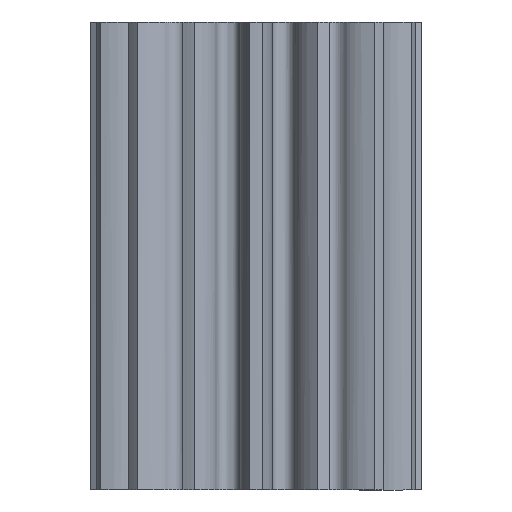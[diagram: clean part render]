
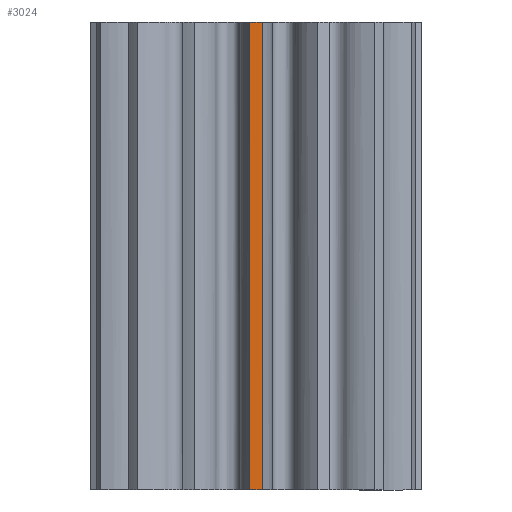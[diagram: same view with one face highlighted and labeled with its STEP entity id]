
A CAD part, front view. The second image highlights one B-rep face of the part: STEP entity #3024.
In plain terms, the highlighted cylindrical face has radius 6.747 mm (diameter 13.494 mm), a partial arc.
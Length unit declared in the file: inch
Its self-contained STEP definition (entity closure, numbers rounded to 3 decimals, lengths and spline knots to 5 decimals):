
#133 = DIRECTION ( 'NONE',  ( 0., 1., 0. ) ) ;
#379 = CARTESIAN_POINT ( 'NONE',  ( 0.01025, -0.26543, -0.375 ) ) ;
#396 = AXIS2_PLACEMENT_3D ( 'NONE', #5980, #2882, #5363 ) ;
#477 = ORIENTED_EDGE ( 'NONE', *, *, #2437, .T. ) ;
#1065 = CIRCLE ( 'NONE', #7065, 0.26563 ) ;
#1183 = ORIENTED_EDGE ( 'NONE', *, *, #5118, .T. ) ;
#1213 = VERTEX_POINT ( 'NONE', #3762 ) ;
#1520 = VERTEX_POINT ( 'NONE', #3694 ) ;
#1641 = DIRECTION ( 'NONE',  ( 0., 0., -1. ) ) ;
#1709 = AXIS2_PLACEMENT_3D ( 'NONE', #4439, #5126, #133 ) ;
#2354 = FACE_OUTER_BOUND ( 'NONE', #3351, .T. ) ;
#2437 = EDGE_CURVE ( 'NONE', #1213, #4628, #2497, .T. ) ;
#2497 = CIRCLE ( 'NONE', #1709, 0.26563 ) ;
#2539 = DIRECTION ( 'NONE',  ( 0., 1., 0. ) ) ;
#2882 = DIRECTION ( 'NONE',  ( 0., 0., 1. ) ) ;
#2884 = VECTOR ( 'NONE', #6504, 39.37008 ) ;
#3024 = ADVANCED_FACE ( 'NONE', ( #2354 ), #3492, .T. ) ;
#3144 = CARTESIAN_POINT ( 'NONE',  ( 0., 0., -0.375 ) ) ;
#3261 = DIRECTION ( 'NONE',  ( 0., 0., 1. ) ) ;
#3351 = EDGE_LOOP ( 'NONE', ( #7225, #477, #3669, #1183 ) ) ;
#3492 = CYLINDRICAL_SURFACE ( 'NONE', #396, 0.26563 ) ;
#3535 = VERTEX_POINT ( 'NONE', #379 ) ;
#3638 = CARTESIAN_POINT ( 'NONE',  ( 0.01025, -0.26543, 0. ) ) ;
#3669 = ORIENTED_EDGE ( 'NONE', *, *, #4486, .F. ) ;
#3694 = CARTESIAN_POINT ( 'NONE',  ( -0.01025, -0.26543, -0.375 ) ) ;
#3762 = CARTESIAN_POINT ( 'NONE',  ( 0.01025, -0.26543, 0.375 ) ) ;
#4073 = VECTOR ( 'NONE', #1641, 39.37008 ) ;
#4172 = LINE ( 'NONE', #6661, #2884 ) ;
#4439 = CARTESIAN_POINT ( 'NONE',  ( 0., 0., 0.375 ) ) ;
#4486 = EDGE_CURVE ( 'NONE', #1520, #4628, #4172, .T. ) ;
#4628 = VERTEX_POINT ( 'NONE', #5752 ) ;
#5118 = EDGE_CURVE ( 'NONE', #1520, #3535, #1065, .T. ) ;
#5126 = DIRECTION ( 'NONE',  ( 0., 0., -1. ) ) ;
#5363 = DIRECTION ( 'NONE',  ( 0., 1., 0. ) ) ;
#5470 = LINE ( 'NONE', #3638, #4073 ) ;
#5752 = CARTESIAN_POINT ( 'NONE',  ( -0.01025, -0.26543, 0.375 ) ) ;
#5980 = CARTESIAN_POINT ( 'NONE',  ( 0., 0., 0. ) ) ;
#6504 = DIRECTION ( 'NONE',  ( 0., 0., 1. ) ) ;
#6661 = CARTESIAN_POINT ( 'NONE',  ( -0.01025, -0.26543, 0. ) ) ;
#7065 = AXIS2_PLACEMENT_3D ( 'NONE', #3144, #3261, #2539 ) ;
#7116 = EDGE_CURVE ( 'NONE', #1213, #3535, #5470, .T. ) ;
#7225 = ORIENTED_EDGE ( 'NONE', *, *, #7116, .F. ) ;
